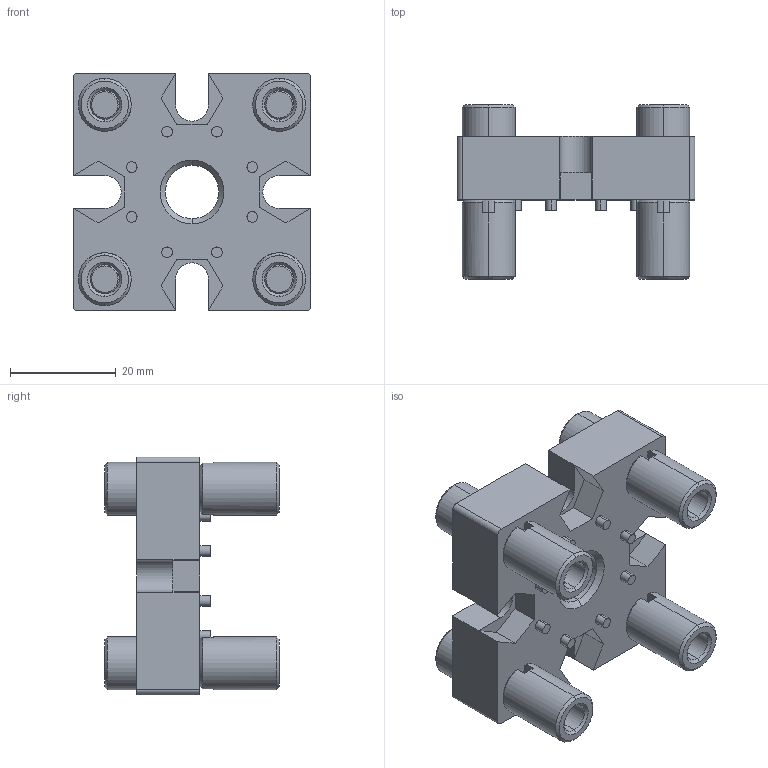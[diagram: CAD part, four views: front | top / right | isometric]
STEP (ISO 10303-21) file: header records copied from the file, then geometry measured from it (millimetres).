
FILE_DESCRIPTION (( 'STEP AP214' ), '1' );
FILE_NAME ('SNSD.30.52.27. Àäàïòåð 45õ45(öèíê) äëÿ îïîðû Ì12(H05).STEP', '2014-12-29T08:34:45', ( 'XTreme.ws' ), ( 'XTreme.ws' ), 'SwSTEP 2.0', 'SolidWorks 2014', '' );
FILE_SCHEMA (( 'AUTOMOTIVE_DESIGN' ));
Length unit declared in the file: millimetre
Products named in the file (13): SNSD.30.52.27. Âòóëêà ðåçüáîâàÿ Ì10 - Ì6(H05); SNSD.30.50.61. Áîëò(Â15)H05; SNSD.30.50.61. Ïëàñòèíà(Â15)H05; SNSD.30.52.27. Àäàïòåð 45õ45(öèíê) äëÿ îïîðû Ì12(H05); SNSD.30.52.27. Âòóëêà ðåçüáîâàÿ Ì10 - Ì6(H05)_00; SNSD.30.50.61. Áîëò(Â15)H05_00; SNSD.30.50.61. Ïëàñòèíà(Â15)H05_00
Assembly tree (9 placements, depth 2):
  SNSD.30.52.27. Âòóëêà ðåçüáîâàÿ Ì10 - Ì6(H05)
  SNSD.30.52.27. Âòóëêà ðåçüáîâàÿ Ì10 - Ì6(H05)
  SNSD.30.52.27. Âòóëêà ðåçüáîâàÿ Ì10 - Ì6(H05)
  SNSD.30.50.61. Áîëò(Â15)H05
  SNSD.30.50.61. Áîëò(Â15)H05
Bounding box: 45 x 33 x 45 mm (x, y, z)
Volume: 25542.8 mm3; surface area: 13997.1 mm2
Topology: 9 solids, 9 shells, 253 faces, 617 edges, 394 vertices
Faces by surface type: plane 126, cylinder 67, cone 52, torus 8
Entity records: 4268 total; most frequent: DIRECTION 715, CARTESIAN_POINT 698, ORIENTED_EDGE 646, EDGE_CURVE 323, AXIS2_PLACEMENT_3D 257, VERTEX_POINT 208, VECTOR 201, LINE 201
